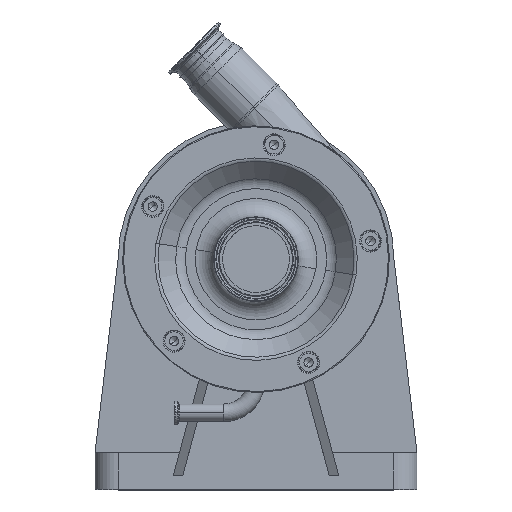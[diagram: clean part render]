
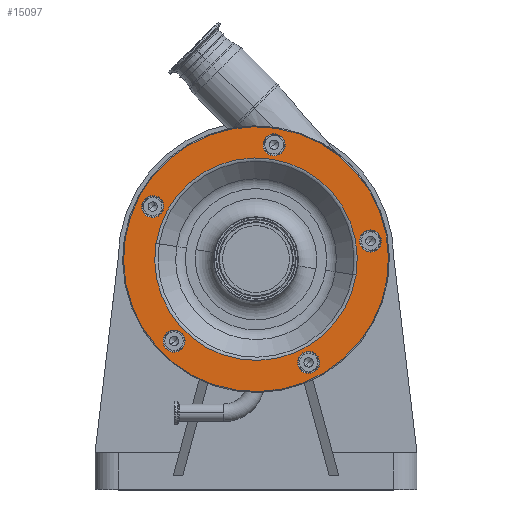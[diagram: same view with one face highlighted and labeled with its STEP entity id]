
A CAD part, top view. The second image highlights one B-rep face of the part: STEP entity #15097.
In plain terms, the highlighted planar face has unit normal (0, 0, 1).
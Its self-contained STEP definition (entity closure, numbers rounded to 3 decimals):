
#99 = ORIENTED_EDGE ( 'NONE', *, *, #314, .F. ) ;
#306 = CARTESIAN_POINT ( 'NONE',  ( 124.449, 19.711, 294.5 ) ) ;
#314 = EDGE_CURVE ( 'NONE', #18492, #8196, #19192, .T. ) ;
#613 = FACE_BOUND ( 'NONE', #15906, .T. ) ;
#644 = CARTESIAN_POINT ( 'NONE',  ( 31.563, 122.572, 294.5 ) ) ;
#662 = CARTESIAN_POINT ( 'NONE',  ( 0., 0., 294.5 ) ) ;
#1027 = VERTEX_POINT ( 'NONE', #14498 ) ;
#1173 = EDGE_CURVE ( 'NONE', #19284, #10604, #4925, .T. ) ;
#1264 = EDGE_LOOP ( 'NONE', ( #1989, #12305 ) ) ;
#1273 = CARTESIAN_POINT ( 'NONE',  ( 124.449, 19.711, 294.5 ) ) ;
#1291 = ORIENTED_EDGE ( 'NONE', *, *, #14034, .F. ) ;
#1450 = ORIENTED_EDGE ( 'NONE', *, *, #11256, .F. ) ;
#1546 = EDGE_LOOP ( 'NONE', ( #9496, #11720 ) ) ;
#1777 = DIRECTION ( 'NONE',  ( 0.988, -0.156, 0. ) ) ;
#1809 = EDGE_CURVE ( 'NONE', #14038, #2503, #19322, .T. ) ;
#1950 = ORIENTED_EDGE ( 'NONE', *, *, #18802, .F. ) ;
#1989 = ORIENTED_EDGE ( 'NONE', *, *, #1173, .T. ) ;
#2156 = EDGE_LOOP ( 'NONE', ( #3404, #99 ) ) ;
#2253 = DIRECTION ( 'NONE',  ( 0., 0., 1. ) ) ;
#2503 = VERTEX_POINT ( 'NONE', #18372 ) ;
#2635 = AXIS2_PLACEMENT_3D ( 'NONE', #14514, #14297, #4821 ) ;
#2945 = CARTESIAN_POINT ( 'NONE',  ( 0., 0., 294.5 ) ) ;
#3305 = CIRCLE ( 'NONE', #15322, 144. ) ;
#3330 = CIRCLE ( 'NONE', #10203, 12. ) ;
#3404 = ORIENTED_EDGE ( 'NONE', *, *, #14574, .F. ) ;
#3468 = AXIS2_PLACEMENT_3D ( 'NONE', #1273, #7517, #15917 ) ;
#3511 = VERTEX_POINT ( 'NONE', #644 ) ;
#3866 = CARTESIAN_POINT ( 'NONE',  ( -89.095, -89.095, 294.5 ) ) ;
#4000 = CIRCLE ( 'NONE', #2635, 12. ) ;
#4366 = CARTESIAN_POINT ( 'NONE',  ( 136.301, 17.834, 294.5 ) ) ;
#4821 = DIRECTION ( 'NONE',  ( 0.988, -0.156, 0. ) ) ;
#4925 = CIRCLE ( 'NONE', #12839, 144. ) ;
#5175 = DIRECTION ( 'NONE',  ( 0.988, -0.156, 0. ) ) ;
#5578 = DIRECTION ( 'NONE',  ( 0., 0., 1. ) ) ;
#5667 = CARTESIAN_POINT ( 'NONE',  ( 142.227, -22.527, 294.5 ) ) ;
#5676 = CARTESIAN_POINT ( 'NONE',  ( 22.527, 142.227, 294.5 ) ) ;
#5715 = DIRECTION ( 'NONE',  ( 0., 0., 1. ) ) ;
#5781 = CIRCLE ( 'NONE', #16430, 12. ) ;
#5849 = CIRCLE ( 'NONE', #16152, 12. ) ;
#5895 = AXIS2_PLACEMENT_3D ( 'NONE', #306, #18719, #13881 ) ;
#5977 = CARTESIAN_POINT ( 'NONE',  ( 112.596, 21.588, 294.5 ) ) ;
#6177 = DIRECTION ( 'NONE',  ( 0.988, -0.156, 0. ) ) ;
#6438 = AXIS2_PLACEMENT_3D ( 'NONE', #9689, #14627, #13002 ) ;
#6577 = DIRECTION ( 'NONE',  ( 0.988, -0.156, 0. ) ) ;
#6719 = CARTESIAN_POINT ( 'NONE',  ( 0., 0., 294.5 ) ) ;
#7020 = CARTESIAN_POINT ( 'NONE',  ( -108.716, 17.219, 294.5 ) ) ;
#7145 = DIRECTION ( 'NONE',  ( 0., 0., 1. ) ) ;
#7180 = DIRECTION ( 'NONE',  ( 0., 0., -1. ) ) ;
#7221 = CARTESIAN_POINT ( 'NONE',  ( 19.711, 124.449, 294.5 ) ) ;
#7289 = FACE_BOUND ( 'NONE', #14434, .T. ) ;
#7517 = DIRECTION ( 'NONE',  ( 0., 0., 1. ) ) ;
#7646 = AXIS2_PLACEMENT_3D ( 'NONE', #16524, #7145, #1777 ) ;
#7997 = ORIENTED_EDGE ( 'NONE', *, *, #18856, .F. ) ;
#8157 = ORIENTED_EDGE ( 'NONE', *, *, #1809, .F. ) ;
#8196 = VERTEX_POINT ( 'NONE', #18059 ) ;
#8509 = CARTESIAN_POINT ( 'NONE',  ( 19.711, 124.449, 294.5 ) ) ;
#8571 = AXIS2_PLACEMENT_3D ( 'NONE', #2945, #14576, #6177 ) ;
#8639 = ORIENTED_EDGE ( 'NONE', *, *, #14980, .F. ) ;
#8774 = VERTEX_POINT ( 'NONE', #5977 ) ;
#8878 = DIRECTION ( 'NONE',  ( 0., 0., 1. ) ) ;
#9496 = ORIENTED_EDGE ( 'NONE', *, *, #17077, .F. ) ;
#9689 = CARTESIAN_POINT ( 'NONE',  ( -112.267, 57.203, 294.5 ) ) ;
#9702 = VERTEX_POINT ( 'NONE', #19752 ) ;
#9940 = DIRECTION ( 'NONE',  ( 0.988, -0.156, 0. ) ) ;
#10200 = DIRECTION ( 'NONE',  ( -0.988, 0.156, 0. ) ) ;
#10203 = AXIS2_PLACEMENT_3D ( 'NONE', #17701, #12858, #9940 ) ;
#10254 = VERTEX_POINT ( 'NONE', #19704 ) ;
#10315 = EDGE_CURVE ( 'NONE', #9702, #3511, #5781, .T. ) ;
#10604 = VERTEX_POINT ( 'NONE', #17338 ) ;
#10611 = AXIS2_PLACEMENT_3D ( 'NONE', #18762, #8878, #13614 ) ;
#10639 = FACE_BOUND ( 'NONE', #16390, .T. ) ;
#10928 = VERTEX_POINT ( 'NONE', #4366 ) ;
#11256 = EDGE_CURVE ( 'NONE', #15243, #11360, #17157, .T. ) ;
#11360 = VERTEX_POINT ( 'NONE', #7020 ) ;
#11419 = AXIS2_PLACEMENT_3D ( 'NONE', #662, #5715, #18636 ) ;
#11594 = CIRCLE ( 'NONE', #6438, 12. ) ;
#11720 = ORIENTED_EDGE ( 'NONE', *, *, #10315, .F. ) ;
#12305 = ORIENTED_EDGE ( 'NONE', *, *, #14003, .T. ) ;
#12601 = CARTESIAN_POINT ( 'NONE',  ( 45.351, -110.39, 294.5 ) ) ;
#12646 = CARTESIAN_POINT ( 'NONE',  ( 108.716, -17.219, 294.5 ) ) ;
#12839 = AXIS2_PLACEMENT_3D ( 'NONE', #6719, #16727, #13188 ) ;
#12858 = DIRECTION ( 'NONE',  ( 0., 0., 1. ) ) ;
#13002 = DIRECTION ( 'NONE',  ( 0.988, -0.156, 0. ) ) ;
#13188 = DIRECTION ( 'NONE',  ( 0.988, -0.156, 0. ) ) ;
#13614 = DIRECTION ( 'NONE',  ( 0.988, -0.156, 0. ) ) ;
#13864 = FACE_BOUND ( 'NONE', #2156, .T. ) ;
#13881 = DIRECTION ( 'NONE',  ( 0.988, -0.156, 0. ) ) ;
#14003 = EDGE_CURVE ( 'NONE', #10604, #19284, #3305, .T. ) ;
#14034 = EDGE_CURVE ( 'NONE', #1027, #10254, #4000, .T. ) ;
#14038 = VERTEX_POINT ( 'NONE', #19344 ) ;
#14297 = DIRECTION ( 'NONE',  ( 0., 0., 1. ) ) ;
#14434 = EDGE_LOOP ( 'NONE', ( #1950, #7997 ) ) ;
#14498 = CARTESIAN_POINT ( 'NONE',  ( -100.948, -87.218, 294.5 ) ) ;
#14514 = CARTESIAN_POINT ( 'NONE',  ( -89.095, -89.095, 294.5 ) ) ;
#14574 = EDGE_CURVE ( 'NONE', #8196, #18492, #3330, .T. ) ;
#14576 = DIRECTION ( 'NONE',  ( 0., 0., 1. ) ) ;
#14627 = DIRECTION ( 'NONE',  ( 0., 0., 1. ) ) ;
#14980 = EDGE_CURVE ( 'NONE', #2503, #14038, #11594, .T. ) ;
#15097 = ADVANCED_FACE ( 'NONE', ( #7289, #13864, #20416, #18594, #10639, #15354, #613 ), #18799, .F. ) ;
#15165 = CIRCLE ( 'NONE', #5895, 12. ) ;
#15243 = VERTEX_POINT ( 'NONE', #12646 ) ;
#15322 = AXIS2_PLACEMENT_3D ( 'NONE', #20317, #5578, #18712 ) ;
#15354 = FACE_OUTER_BOUND ( 'NONE', #1264, .T. ) ;
#15366 = DIRECTION ( 'NONE',  ( 0.988, -0.156, 0. ) ) ;
#15906 = EDGE_LOOP ( 'NONE', ( #8639, #8157 ) ) ;
#15917 = DIRECTION ( 'NONE',  ( 0.988, -0.156, 0. ) ) ;
#16048 = EDGE_LOOP ( 'NONE', ( #19495, #1291 ) ) ;
#16152 = AXIS2_PLACEMENT_3D ( 'NONE', #3866, #2253, #15366 ) ;
#16390 = EDGE_LOOP ( 'NONE', ( #1450, #19466 ) ) ;
#16430 = AXIS2_PLACEMENT_3D ( 'NONE', #8509, #18188, #6577 ) ;
#16524 = CARTESIAN_POINT ( 'NONE',  ( -112.267, 57.203, 294.5 ) ) ;
#16693 = DIRECTION ( 'NONE',  ( 0., 0., 1. ) ) ;
#16727 = DIRECTION ( 'NONE',  ( 0., 0., 1. ) ) ;
#17077 = EDGE_CURVE ( 'NONE', #3511, #9702, #20938, .T. ) ;
#17157 = CIRCLE ( 'NONE', #8571, 110.071 ) ;
#17338 = CARTESIAN_POINT ( 'NONE',  ( -142.227, 22.527, 294.5 ) ) ;
#17492 = EDGE_CURVE ( 'NONE', #10254, #1027, #5849, .T. ) ;
#17701 = CARTESIAN_POINT ( 'NONE',  ( 57.203, -112.267, 294.5 ) ) ;
#17792 = AXIS2_PLACEMENT_3D ( 'NONE', #5676, #7180, #10200 ) ;
#17926 = CIRCLE ( 'NONE', #3468, 12. ) ;
#18059 = CARTESIAN_POINT ( 'NONE',  ( 69.055, -114.144, 294.5 ) ) ;
#18188 = DIRECTION ( 'NONE',  ( 0., 0., 1. ) ) ;
#18372 = CARTESIAN_POINT ( 'NONE',  ( -100.415, 55.326, 294.5 ) ) ;
#18492 = VERTEX_POINT ( 'NONE', #12601 ) ;
#18594 = FACE_BOUND ( 'NONE', #1546, .T. ) ;
#18636 = DIRECTION ( 'NONE',  ( 0.988, -0.156, 0. ) ) ;
#18712 = DIRECTION ( 'NONE',  ( 0.988, -0.156, 0. ) ) ;
#18719 = DIRECTION ( 'NONE',  ( 0., 0., 1. ) ) ;
#18762 = CARTESIAN_POINT ( 'NONE',  ( 57.203, -112.267, 294.5 ) ) ;
#18799 = PLANE ( 'NONE',  #17792 ) ;
#18802 = EDGE_CURVE ( 'NONE', #10928, #8774, #15165, .T. ) ;
#18856 = EDGE_CURVE ( 'NONE', #8774, #10928, #17926, .T. ) ;
#19192 = CIRCLE ( 'NONE', #10611, 12. ) ;
#19284 = VERTEX_POINT ( 'NONE', #5667 ) ;
#19322 = CIRCLE ( 'NONE', #7646, 12. ) ;
#19344 = CARTESIAN_POINT ( 'NONE',  ( -124.119, 59.08, 294.5 ) ) ;
#19466 = ORIENTED_EDGE ( 'NONE', *, *, #19769, .F. ) ;
#19495 = ORIENTED_EDGE ( 'NONE', *, *, #17492, .F. ) ;
#19704 = CARTESIAN_POINT ( 'NONE',  ( -77.243, -90.973, 294.5 ) ) ;
#19752 = CARTESIAN_POINT ( 'NONE',  ( 7.858, 126.326, 294.5 ) ) ;
#19769 = EDGE_CURVE ( 'NONE', #11360, #15243, #20699, .T. ) ;
#20317 = CARTESIAN_POINT ( 'NONE',  ( 0., 0., 294.5 ) ) ;
#20416 = FACE_BOUND ( 'NONE', #16048, .T. ) ;
#20699 = CIRCLE ( 'NONE', #11419, 110.071 ) ;
#20938 = CIRCLE ( 'NONE', #21277, 12. ) ;
#21277 = AXIS2_PLACEMENT_3D ( 'NONE', #7221, #16693, #5175 ) ;
